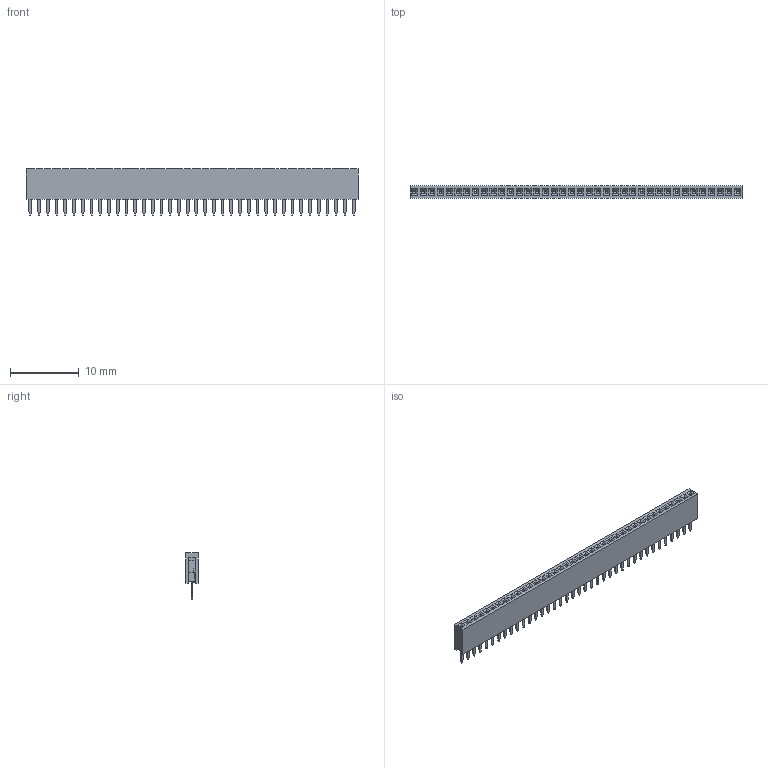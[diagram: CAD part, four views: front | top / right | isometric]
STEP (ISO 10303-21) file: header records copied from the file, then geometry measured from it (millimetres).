
FILE_DESCRIPTION(('STEP AP214'), '1');
FILE_NAME('PBS1.27', '', ('UNSPECIFIED'), ('UNSPECIFIED'), 'ASCON STEP Converter 1.6', 'ASCON Math Kernel', '');
FILE_SCHEMA(('AUTOMOTIVE_DESIGN { 1 0 10303 214 3 1 1}'));
Length unit declared in the file: millimetre
Bounding box: 48.26 x 1.8 x 6.7 mm (x, y, z)
Volume: 273.8 mm3; surface area: 1909.7 mm2
Topology: 39 solids, 39 shells, 2366 faces, 6256 edges, 3968 vertices
Faces by surface type: plane 2024, cylinder 342
Entity records: 90848 total; most frequent: CARTESIAN_POINT 12591, ORIENTED_EDGE 12512, DIRECTION 11674, EDGE_CURVE 6256, LINE 5572, VECTOR 5572, VERTEX_POINT 3968, AXIS2_PLACEMENT_3D 3051
